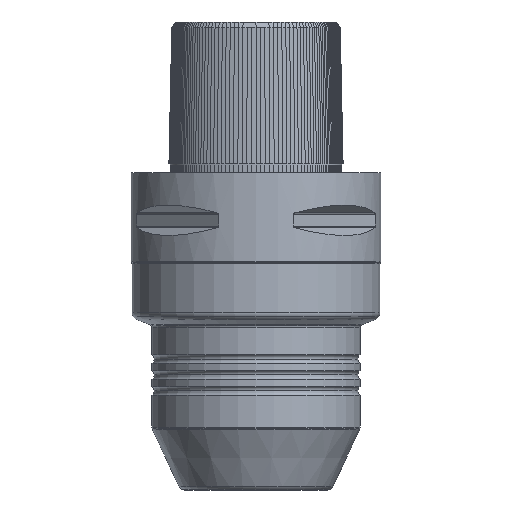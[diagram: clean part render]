
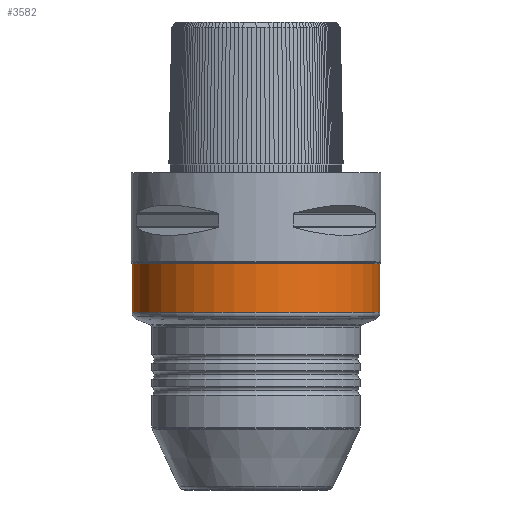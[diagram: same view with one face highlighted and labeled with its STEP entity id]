
A CAD part, front view. The second image highlights one B-rep face of the part: STEP entity #3582.
In plain terms, the highlighted cylindrical face has radius 31.25 mm (diameter 62.5 mm), a full revolution.
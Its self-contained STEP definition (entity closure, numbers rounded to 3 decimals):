
#71=CYLINDRICAL_SURFACE('',#11031,31.25);
#3582=ADVANCED_FACE('',(#4620,#4621),#71,.T.);
#4620=FACE_BOUND('',#4813,.T.);
#4621=FACE_BOUND('',#4814,.T.);
#4813=EDGE_LOOP('',(#6344));
#4814=EDGE_LOOP('',(#6345));
#6344=ORIENTED_EDGE('',*,*,#10050,.F.);
#6345=ORIENTED_EDGE('',*,*,#10051,.F.);
#8956=VERTEX_POINT('',#15839);
#8957=VERTEX_POINT('',#15842);
#10050=EDGE_CURVE('',#8956,#8956,#10814,.T.);
#10051=EDGE_CURVE('',#8957,#8957,#10815,.T.);
#10814=CIRCLE('',#11028,31.25);
#10815=CIRCLE('',#11030,31.25);
#11028=AXIS2_PLACEMENT_3D('',#15838,#12546,#12547);
#11030=AXIS2_PLACEMENT_3D('',#15841,#12550,#12551);
#11031=AXIS2_PLACEMENT_3D('',#15843,#12552,#12553);
#12546=DIRECTION('',(0.,0.,-1.));
#12547=DIRECTION('',(-1.,0.,0.));
#12550=DIRECTION('',(0.,0.,1.));
#12551=DIRECTION('',(1.,0.,0.));
#12552=DIRECTION('',(0.,0.,1.));
#12553=DIRECTION('',(1.,0.,0.));
#15838=CARTESIAN_POINT('',(0.,0.,-35.22));
#15839=CARTESIAN_POINT('',(-31.25,0.,-35.22));
#15841=CARTESIAN_POINT('',(0.,0.,-22.999));
#15842=CARTESIAN_POINT('',(31.25,0.,-22.999));
#15843=CARTESIAN_POINT('',(0.,0.,-100.));
